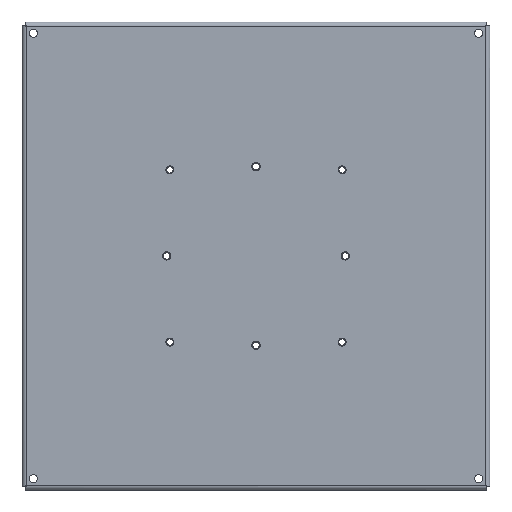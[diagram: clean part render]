
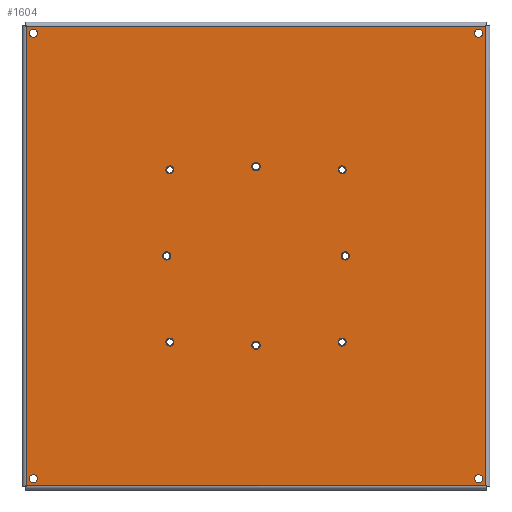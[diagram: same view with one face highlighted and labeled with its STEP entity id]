
A CAD part, top view. The second image highlights one B-rep face of the part: STEP entity #1604.
In plain terms, the highlighted planar face has unit normal (0, 0, 1).
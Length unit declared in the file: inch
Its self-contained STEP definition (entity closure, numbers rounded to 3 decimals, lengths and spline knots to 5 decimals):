
#99=FACE_BOUND('',#412,.T.);
#100=FACE_BOUND('',#413,.T.);
#101=FACE_BOUND('',#414,.T.);
#102=FACE_BOUND('',#415,.T.);
#103=FACE_BOUND('',#416,.T.);
#104=FACE_BOUND('',#417,.T.);
#105=FACE_BOUND('',#418,.T.);
#106=FACE_BOUND('',#419,.T.);
#107=FACE_BOUND('',#420,.T.);
#108=FACE_BOUND('',#421,.T.);
#109=FACE_BOUND('',#422,.T.);
#110=FACE_BOUND('',#423,.T.);
#159=CIRCLE('',#1701,0.15625);
#160=CIRCLE('',#1702,0.15625);
#161=CIRCLE('',#1703,0.15625);
#162=CIRCLE('',#1704,0.15625);
#163=CIRCLE('',#1705,0.15625);
#164=CIRCLE('',#1706,0.15625);
#165=CIRCLE('',#1707,0.15625);
#166=CIRCLE('',#1708,0.15625);
#167=CIRCLE('',#1709,0.15625);
#168=CIRCLE('',#1710,0.15625);
#169=CIRCLE('',#1711,0.15625);
#170=CIRCLE('',#1712,0.15625);
#243=PLANE('',#1700);
#312=FACE_OUTER_BOUND('',#411,.T.);
#411=EDGE_LOOP('',(#1241,#1242,#1243,#1244));
#412=EDGE_LOOP('',(#1245));
#413=EDGE_LOOP('',(#1246));
#414=EDGE_LOOP('',(#1247));
#415=EDGE_LOOP('',(#1248));
#416=EDGE_LOOP('',(#1249));
#417=EDGE_LOOP('',(#1250));
#418=EDGE_LOOP('',(#1251));
#419=EDGE_LOOP('',(#1252));
#420=EDGE_LOOP('',(#1253));
#421=EDGE_LOOP('',(#1254));
#422=EDGE_LOOP('',(#1255));
#423=EDGE_LOOP('',(#1256));
#551=LINE('',#2301,#663);
#567=LINE('',#2403,#679);
#582=LINE('',#2503,#694);
#597=LINE('',#2602,#709);
#663=VECTOR('',#1844,17.6875);
#679=VECTOR('',#1874,17.6875);
#694=VECTOR('',#1903,17.6875);
#709=VECTOR('',#1932,17.6875);
#776=VERTEX_POINT('',#2292);
#777=VERTEX_POINT('',#2300);
#788=VERTEX_POINT('',#2395);
#798=VERTEX_POINT('',#2502);
#814=VERTEX_POINT('',#2689);
#815=VERTEX_POINT('',#2691);
#816=VERTEX_POINT('',#2693);
#817=VERTEX_POINT('',#2695);
#818=VERTEX_POINT('',#2697);
#819=VERTEX_POINT('',#2699);
#820=VERTEX_POINT('',#2701);
#821=VERTEX_POINT('',#2703);
#822=VERTEX_POINT('',#2705);
#823=VERTEX_POINT('',#2707);
#824=VERTEX_POINT('',#2709);
#825=VERTEX_POINT('',#2711);
#908=EDGE_CURVE('',#777,#776,#551,.T.);
#928=EDGE_CURVE('',#776,#788,#567,.T.);
#947=EDGE_CURVE('',#798,#777,#582,.T.);
#966=EDGE_CURVE('',#788,#798,#597,.T.);
#982=EDGE_CURVE('',#814,#814,#159,.T.);
#983=EDGE_CURVE('',#815,#815,#160,.T.);
#984=EDGE_CURVE('',#816,#816,#161,.T.);
#985=EDGE_CURVE('',#817,#817,#162,.T.);
#986=EDGE_CURVE('',#818,#818,#163,.T.);
#987=EDGE_CURVE('',#819,#819,#164,.T.);
#988=EDGE_CURVE('',#820,#820,#165,.T.);
#989=EDGE_CURVE('',#821,#821,#166,.T.);
#990=EDGE_CURVE('',#822,#822,#167,.T.);
#991=EDGE_CURVE('',#823,#823,#168,.T.);
#992=EDGE_CURVE('',#824,#824,#169,.T.);
#993=EDGE_CURVE('',#825,#825,#170,.T.);
#1241=ORIENTED_EDGE('',*,*,#908,.T.);
#1242=ORIENTED_EDGE('',*,*,#928,.T.);
#1243=ORIENTED_EDGE('',*,*,#966,.T.);
#1244=ORIENTED_EDGE('',*,*,#947,.T.);
#1245=ORIENTED_EDGE('',*,*,#982,.T.);
#1246=ORIENTED_EDGE('',*,*,#983,.T.);
#1247=ORIENTED_EDGE('',*,*,#984,.T.);
#1248=ORIENTED_EDGE('',*,*,#985,.T.);
#1249=ORIENTED_EDGE('',*,*,#986,.T.);
#1250=ORIENTED_EDGE('',*,*,#987,.T.);
#1251=ORIENTED_EDGE('',*,*,#988,.T.);
#1252=ORIENTED_EDGE('',*,*,#989,.T.);
#1253=ORIENTED_EDGE('',*,*,#990,.T.);
#1254=ORIENTED_EDGE('',*,*,#991,.T.);
#1255=ORIENTED_EDGE('',*,*,#992,.T.);
#1256=ORIENTED_EDGE('',*,*,#993,.T.);
#1604=ADVANCED_FACE('',(#312,#99,#100,#101,#102,#103,#104,#105,#106,#107,
#108,#109,#110),#243,.T.);
#1700=AXIS2_PLACEMENT_3D('',#2688,#1957,#1958);
#1701=AXIS2_PLACEMENT_3D('',#2690,#1959,#1960);
#1702=AXIS2_PLACEMENT_3D('',#2692,#1961,#1962);
#1703=AXIS2_PLACEMENT_3D('',#2694,#1963,#1964);
#1704=AXIS2_PLACEMENT_3D('',#2696,#1965,#1966);
#1705=AXIS2_PLACEMENT_3D('',#2698,#1967,#1968);
#1706=AXIS2_PLACEMENT_3D('',#2700,#1969,#1970);
#1707=AXIS2_PLACEMENT_3D('',#2702,#1971,#1972);
#1708=AXIS2_PLACEMENT_3D('',#2704,#1973,#1974);
#1709=AXIS2_PLACEMENT_3D('',#2706,#1975,#1976);
#1710=AXIS2_PLACEMENT_3D('',#2708,#1977,#1978);
#1711=AXIS2_PLACEMENT_3D('',#2710,#1979,#1980);
#1712=AXIS2_PLACEMENT_3D('',#2712,#1981,#1982);
#1844=DIRECTION('',(1.,0.,0.));
#1874=DIRECTION('',(0.,1.,0.));
#1903=DIRECTION('',(0.,-1.,0.));
#1932=DIRECTION('',(-1.,0.,0.));
#1957=DIRECTION('center_axis',(0.,0.,1.));
#1958=DIRECTION('ref_axis',(1.,0.,0.));
#1959=DIRECTION('center_axis',(0.,0.,-1.));
#1960=DIRECTION('ref_axis',(-1.,0.,0.));
#1961=DIRECTION('center_axis',(0.,0.,-1.));
#1962=DIRECTION('ref_axis',(-1.,0.,0.));
#1963=DIRECTION('center_axis',(0.,0.,-1.));
#1964=DIRECTION('ref_axis',(-1.,0.,0.));
#1965=DIRECTION('center_axis',(0.,0.,-1.));
#1966=DIRECTION('ref_axis',(-1.,0.,0.));
#1967=DIRECTION('center_axis',(0.,0.,-1.));
#1968=DIRECTION('ref_axis',(-1.,0.,0.));
#1969=DIRECTION('center_axis',(0.,0.,-1.));
#1970=DIRECTION('ref_axis',(-1.,0.,0.));
#1971=DIRECTION('center_axis',(0.,0.,-1.));
#1972=DIRECTION('ref_axis',(-1.,0.,0.));
#1973=DIRECTION('center_axis',(0.,0.,-1.));
#1974=DIRECTION('ref_axis',(-1.,0.,0.));
#1975=DIRECTION('center_axis',(0.,0.,-1.));
#1976=DIRECTION('ref_axis',(-1.,0.,0.));
#1977=DIRECTION('center_axis',(0.,0.,-1.));
#1978=DIRECTION('ref_axis',(-1.,0.,0.));
#1979=DIRECTION('center_axis',(0.,0.,-1.));
#1980=DIRECTION('ref_axis',(-1.,0.,0.));
#1981=DIRECTION('center_axis',(0.,0.,-1.));
#1982=DIRECTION('ref_axis',(-1.,0.,0.));
#2292=CARTESIAN_POINT('',(8.84375,-8.84375,0.125));
#2300=CARTESIAN_POINT('',(-8.84375,-8.84375,0.125));
#2301=CARTESIAN_POINT('',(-4.42188,-8.84375,0.125));
#2395=CARTESIAN_POINT('',(8.84375,8.84375,0.125));
#2403=CARTESIAN_POINT('',(8.84375,-4.42188,0.125));
#2502=CARTESIAN_POINT('',(-8.84375,8.84375,0.125));
#2503=CARTESIAN_POINT('',(-8.84375,4.42188,0.125));
#2602=CARTESIAN_POINT('',(4.42188,8.84375,0.125));
#2688=CARTESIAN_POINT('Origin',(0.,0.,
0.125));
#2689=CARTESIAN_POINT('',(8.71875,8.5625,0.125));
#2690=CARTESIAN_POINT('Origin',(8.5625,8.5625,0.125));
#2691=CARTESIAN_POINT('',(-8.40625,8.5625,0.125));
#2692=CARTESIAN_POINT('Origin',(-8.5625,8.5625,0.125));
#2693=CARTESIAN_POINT('',(-8.40625,-8.5625,0.125));
#2694=CARTESIAN_POINT('Origin',(-8.5625,-8.5625,0.125));
#2695=CARTESIAN_POINT('',(8.71875,-8.5625,0.125));
#2696=CARTESIAN_POINT('Origin',(8.5625,-8.5625,0.125));
#2697=CARTESIAN_POINT('',(-3.15625,3.3125,0.125));
#2698=CARTESIAN_POINT('Origin',(-3.3125,3.3125,0.125));
#2699=CARTESIAN_POINT('',(3.46875,3.3125,0.125));
#2700=CARTESIAN_POINT('Origin',(3.3125,3.3125,0.125));
#2701=CARTESIAN_POINT('',(-3.15625,-3.3125,0.125));
#2702=CARTESIAN_POINT('Origin',(-3.3125,-3.3125,0.125));
#2703=CARTESIAN_POINT('',(3.46875,-3.3125,0.125));
#2704=CARTESIAN_POINT('Origin',(3.3125,-3.3125,0.125));
#2705=CARTESIAN_POINT('',(0.15625,3.4375,0.125));
#2706=CARTESIAN_POINT('Origin',(0.,3.4375,0.125));
#2707=CARTESIAN_POINT('',(3.59375,0.,0.125));
#2708=CARTESIAN_POINT('Origin',(3.4375,0.,0.125));
#2709=CARTESIAN_POINT('',(0.15625,-3.4375,0.125));
#2710=CARTESIAN_POINT('Origin',(0.,-3.4375,0.125));
#2711=CARTESIAN_POINT('',(-3.28125,0.,0.125));
#2712=CARTESIAN_POINT('Origin',(-3.4375,0.,0.125));
